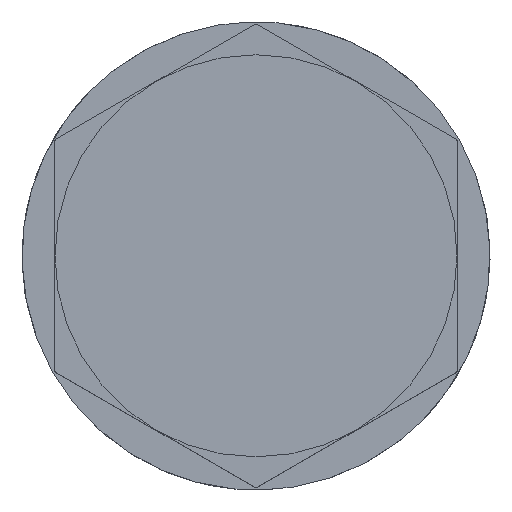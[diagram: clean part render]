
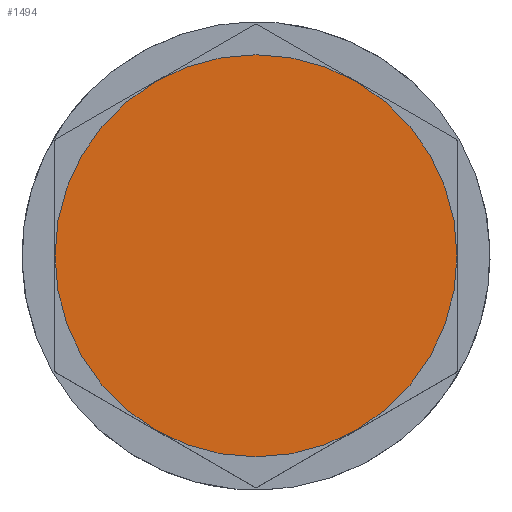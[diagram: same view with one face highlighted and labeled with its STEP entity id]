
A CAD part, top view. The second image highlights one B-rep face of the part: STEP entity #1494.
In plain terms, the highlighted planar face has unit normal (0, 0, 1).
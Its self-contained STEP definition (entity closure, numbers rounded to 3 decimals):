
#1440=AXIS2_PLACEMENT_3D('Circle Axis2P3D',#1438,#1439,$) ;
#1463=AXIS2_PLACEMENT_3D('Circle Axis2P3D',#1461,#1462,$) ;
#1488=AXIS2_PLACEMENT_3D('Plane Axis2P3D',#1485,#1486,#1487) ;
#1419=CARTESIAN_POINT('Vertex',(20.95,2.95,22.9)) ;
#1435=CARTESIAN_POINT('Vertex',(20.95,38.95,22.9)) ;
#1438=CARTESIAN_POINT('Axis2P3D Location',(20.95,20.95,22.9)) ;
#1461=CARTESIAN_POINT('Axis2P3D Location',(20.95,20.95,22.9)) ;
#1485=CARTESIAN_POINT('Axis2P3D Location',(20.95,20.95,22.9)) ;
#1439=DIRECTION('Axis2P3D Direction',(0.,0.,1.)) ;
#1462=DIRECTION('Axis2P3D Direction',(0.,0.,1.)) ;
#1486=DIRECTION('Axis2P3D Direction',(0.,0.,-1.)) ;
#1487=DIRECTION('Axis2P3D XDirection',(0.,1.,0.)) ;
#1491=ORIENTED_EDGE('',*,*,#1465,.T.) ;
#1492=ORIENTED_EDGE('',*,*,#1442,.T.) ;
#1494=ADVANCED_FACE('Dichtring-11-BT-0002-83007532X3HI_1\\Volumenk\X2\00F6\X0\rper1.1',(#1493),#1489,.F.) ;
#1441=CIRCLE('generated circle',#1440,18.) ;
#1464=CIRCLE('generated circle',#1463,18.) ;
#1442=EDGE_CURVE('',#1420,#1436,#1441,.T.) ;
#1465=EDGE_CURVE('',#1436,#1420,#1464,.T.) ;
#1490=EDGE_LOOP('',(#1491,#1492)) ;
#1493=FACE_OUTER_BOUND('',#1490,.T.) ;
#1489=PLANE('',#1488) ;
#1420=VERTEX_POINT('',#1419) ;
#1436=VERTEX_POINT('',#1435) ;
